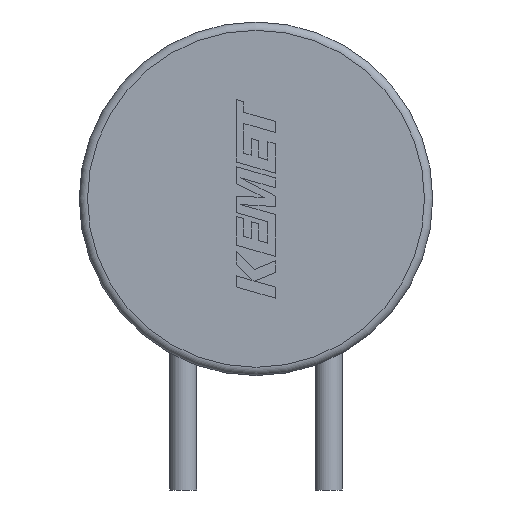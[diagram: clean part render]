
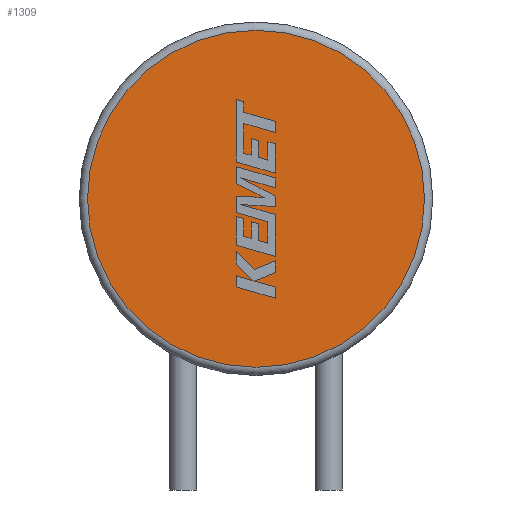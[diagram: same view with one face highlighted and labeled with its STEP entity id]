
A CAD part, left-side view. The second image highlights one B-rep face of the part: STEP entity #1309.
In plain terms, the highlighted planar face has unit normal (-1, 0, 0).
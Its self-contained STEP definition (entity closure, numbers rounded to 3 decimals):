
#91=PLANE('',#1417);
#486=FACE_OUTER_BOUND('',#559,.T.);
#559=EDGE_LOOP('',(#985));
#633=CIRCLE('',#1408,4.05);
#649=VERTEX_POINT('',#1856);
#773=EDGE_CURVE('',#649,#649,#633,.T.);
#985=ORIENTED_EDGE('',*,*,#773,.T.);
#1309=ADVANCED_FACE('',(#486),#91,.F.);
#1408=AXIS2_PLACEMENT_3D('',#1858,#1527,#1528);
#1417=AXIS2_PLACEMENT_3D('',#1874,#1549,#1550);
#1527=DIRECTION('center_axis',(-1.,0.,0.));
#1528=DIRECTION('ref_axis',(0.,0.,-1.));
#1549=DIRECTION('center_axis',(1.,0.,0.));
#1550=DIRECTION('ref_axis',(0.,0.,-1.));
#1856=CARTESIAN_POINT('',(0.,0.,4.05));
#1858=CARTESIAN_POINT('Origin',(0.,0.,0.));
#1874=CARTESIAN_POINT('Origin',(0.,0.,0.));
